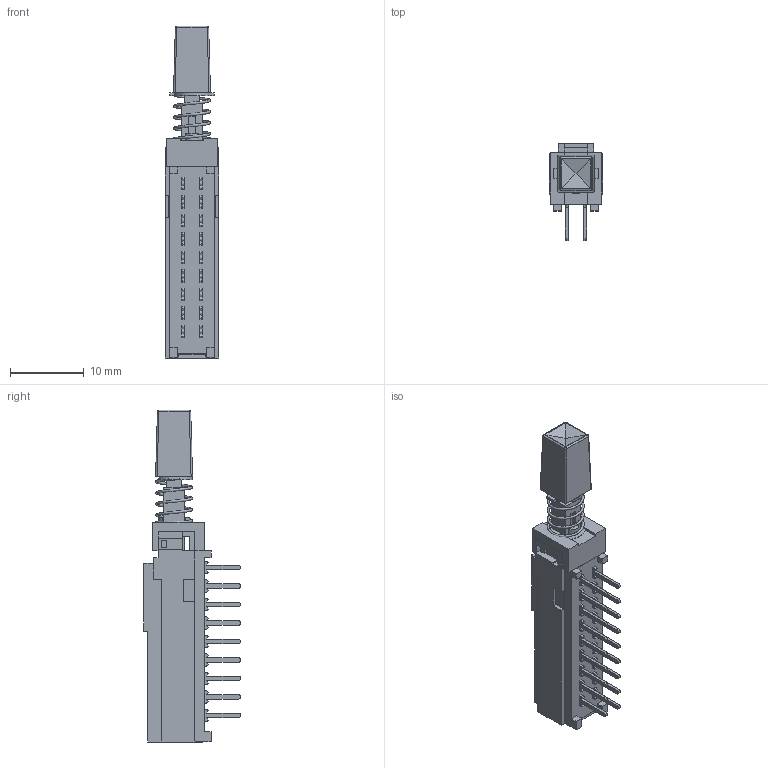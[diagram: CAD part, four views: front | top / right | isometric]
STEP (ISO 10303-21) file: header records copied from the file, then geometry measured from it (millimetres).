
FILE_DESCRIPTION((' '),'2;1');
FILE_NAME('PBH6UxxNAG1Dxxx.stp','2017-07-25T14:16:19',(' '),(' '),' ','ACIS',' ');
FILE_SCHEMA(('CONFIG_CONTROL_DESIGN'));
Length unit declared in the file: inch
Products named in the file (8): PBH6UxxNAG1Dxxx.stp; Body1; Body2; Body3; Body4; Body5; Body6; Body7
Assembly tree (7 placements, depth 2):
  PBH6UxxNAG1Dxxx.stp
    Body1
    Body2
    Body3
    Body4
    Body5
    Body6
    Body7
Bounding box: 7.3 x 13.15 x 44.9 mm (x, y, z)
Volume: 1162 mm3; surface area: 2794.2 mm2
Topology: 7 solids, 7 shells, 495 faces, 1361 edges, 893 vertices
Faces by surface type: plane 410, cylinder 80, sphere 4, bspline 1
Entity records: 17288 total; most frequent: CARTESIAN_POINT 3427, ORIENTED_EDGE 2714, DIRECTION 2540, EDGE_CURVE 1357, VECTOR 1186, LINE 1186, VERTEX_POINT 893, AXIS2_PLACEMENT_3D 677
